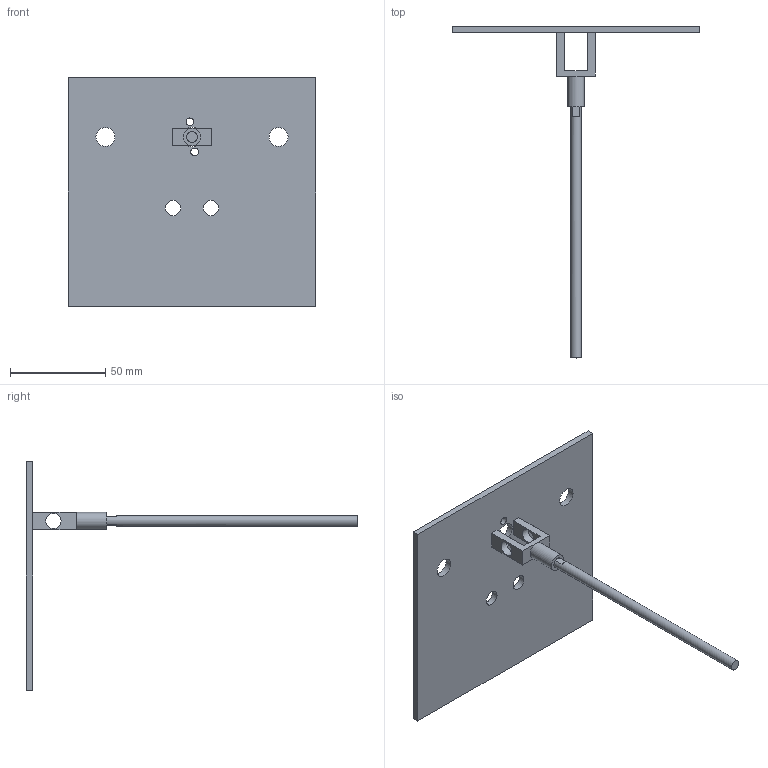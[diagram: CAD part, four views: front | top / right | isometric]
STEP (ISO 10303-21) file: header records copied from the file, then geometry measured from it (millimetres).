
FILE_DESCRIPTION(/* description */ (''),/* implementation_level */ '2;1');
FILE_NAME(/* name */ 'PneumaticCylinder.stp',/* time_stamp */ '2021-10-31T16:23:55+02:00',/* author */ ('Mohamed Teleb'),/* organization */ (''),/* preprocessor_version */ 'ST-DEVELOPER v18.1',/* originating_system */ 'Autodesk Inventor 2022',/* authorisation */ '');
FILE_SCHEMA (('AUTOMOTIVE_DESIGN { 1 0 10303 214 3 1 1 }'));
Length unit declared in the file: millimetre
Products named in the file (4): Assembly1; StepperHolder; Connector; PistonRod
Assembly tree (3 placements, depth 2):
  Assembly1
    StepperHolder
    Connector
    PistonRod
Bounding box: 130 x 174.4 x 120 mm (x, y, z)
Volume: 57351.5 mm3; surface area: 37662.1 mm2
Topology: 3 solids, 3 shells, 54 faces, 134 edges, 87 vertices
Faces by surface type: plane 32, cylinder 15, cone 7
Full cylindrical faces by diameter (mm): 4.1 x4, 5 x1, 5.5 x2, 8 x4, 9 x1, 10 x2, 10.2 x1
Entity records: 1833 total; most frequent: CARTESIAN_POINT 313, DIRECTION 293, ORIENTED_EDGE 268, EDGE_CURVE 134, AXIS2_PLACEMENT_3D 110, VERTEX_POINT 87, EDGE_LOOP 77, LINE 73
